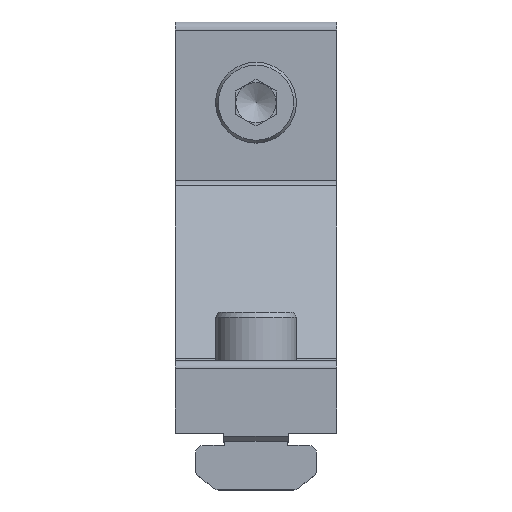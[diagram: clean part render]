
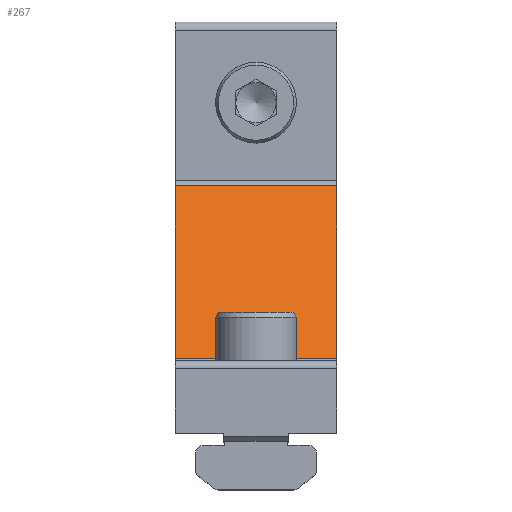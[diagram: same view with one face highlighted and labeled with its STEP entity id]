
A CAD part, top view. The second image highlights one B-rep face of the part: STEP entity #267.
In plain terms, the highlighted planar face has unit normal (0, 0.707, 0.707).
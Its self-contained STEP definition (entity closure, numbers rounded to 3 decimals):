
#267 = ADVANCED_FACE( '', ( #544 ), #545, .F. );
#544 = FACE_OUTER_BOUND( '', #861, .T. );
#545 = PLANE( '', #862 );
#861 = EDGE_LOOP( '', ( #1366, #1367, #1368, #1369 ) );
#862 = AXIS2_PLACEMENT_3D( '', #1370, #1371, #1372 );
#1366 = ORIENTED_EDGE( '', *, *, #2083, .T. );
#1367 = ORIENTED_EDGE( '', *, *, #2084, .F. );
#1368 = ORIENTED_EDGE( '', *, *, #2085, .F. );
#1369 = ORIENTED_EDGE( '', *, *, #1945, .T. );
#1370 = CARTESIAN_POINT( '', ( 10., 30.707, 9.293 ) );
#1371 = DIRECTION( '', ( 0., -0.707, -0.707 ) );
#1372 = DIRECTION( '', ( 0., 0.707, -0.707 ) );
#1945 = EDGE_CURVE( '', #2307, #2304, #2308, .T. );
#2083 = EDGE_CURVE( '', #2304, #2535, #2536, .T. );
#2084 = EDGE_CURVE( '', #2537, #2535, #2538, .T. );
#2085 = EDGE_CURVE( '', #2307, #2537, #2539, .T. );
#2304 = VERTEX_POINT( '', #2822 );
#2307 = VERTEX_POINT( '', #2825 );
#2308 = LINE( '', #2826, #2827 );
#2535 = VERTEX_POINT( '', #3140 );
#2536 = LINE( '', #3141, #3142 );
#2537 = VERTEX_POINT( '', #3143 );
#2538 = LINE( '', #3144, #3145 );
#2539 = LINE( '', #3146, #3147 );
#2822 = CARTESIAN_POINT( '', ( -10., 30.707, 9.293 ) );
#2825 = CARTESIAN_POINT( '', ( 10., 30.707, 9.293 ) );
#2826 = CARTESIAN_POINT( '', ( 10., 30.707, 9.293 ) );
#2827 = VECTOR( '', #3432, 1000. );
#3140 = CARTESIAN_POINT( '', ( -10., 9.293, 30.707 ) );
#3141 = CARTESIAN_POINT( '', ( -10., 30.707, 9.293 ) );
#3142 = VECTOR( '', #3591, 1000. );
#3143 = CARTESIAN_POINT( '', ( 10., 9.293, 30.707 ) );
#3144 = CARTESIAN_POINT( '', ( 10., 9.293, 30.707 ) );
#3145 = VECTOR( '', #3592, 1000. );
#3146 = CARTESIAN_POINT( '', ( 10., 30.707, 9.293 ) );
#3147 = VECTOR( '', #3593, 1000. );
#3432 = DIRECTION( '', ( -1., 0., 0. ) );
#3591 = DIRECTION( '', ( 0., -0.707, 0.707 ) );
#3592 = DIRECTION( '', ( -1., 0., 0. ) );
#3593 = DIRECTION( '', ( 0., -0.707, 0.707 ) );
